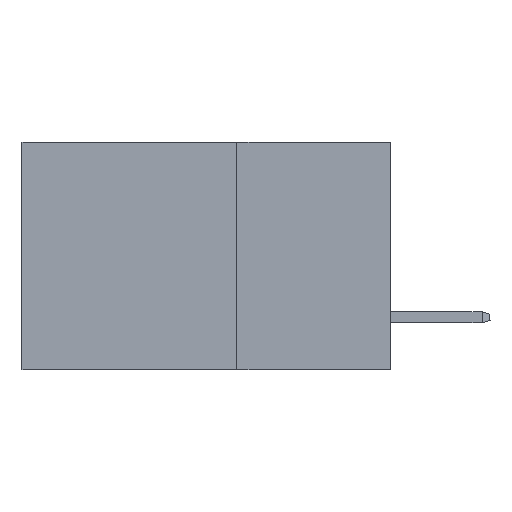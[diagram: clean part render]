
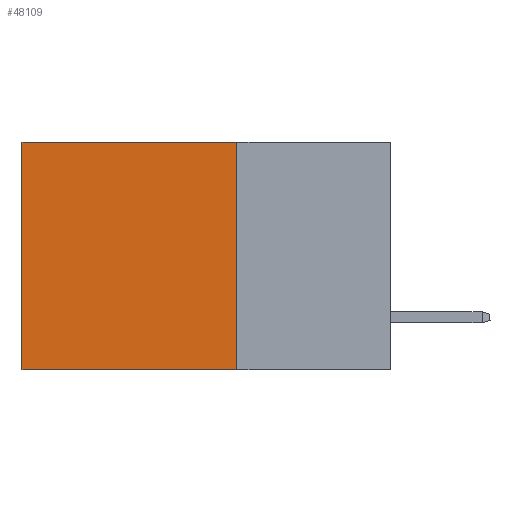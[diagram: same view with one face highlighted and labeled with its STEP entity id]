
A CAD part, left-side view. The second image highlights one B-rep face of the part: STEP entity #48109.
In plain terms, the highlighted planar face has unit normal (-1, 0, 0).
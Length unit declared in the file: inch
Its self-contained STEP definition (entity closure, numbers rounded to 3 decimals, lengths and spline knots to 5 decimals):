
#472 = CARTESIAN_POINT ( 'NONE',  ( 0.2875, 0.6, 0. ) ) ;
#1745 = VERTEX_POINT ( 'NONE', #47316 ) ;
#6194 = VECTOR ( 'NONE', #32215, 39.37008 ) ;
#6642 = ORIENTED_EDGE ( 'NONE', *, *, #23663, .F. ) ;
#6787 = CARTESIAN_POINT ( 'NONE',  ( 0.2875, 0.25, 0. ) ) ;
#7575 = VERTEX_POINT ( 'NONE', #472 ) ;
#10519 = VECTOR ( 'NONE', #24671, 39.37008 ) ;
#11054 = DIRECTION ( 'NONE',  ( 0., 1., 0. ) ) ;
#12334 = LINE ( 'NONE', #29075, #10519 ) ;
#13611 = CARTESIAN_POINT ( 'NONE',  ( 0.2875, 0.6, -0.37 ) ) ;
#13727 = LINE ( 'NONE', #6787, #30170 ) ;
#16408 = ORIENTED_EDGE ( 'NONE', *, *, #16970, .T. ) ;
#16437 = PLANE ( 'NONE',  #41981 ) ;
#16970 = EDGE_CURVE ( 'NONE', #1745, #7575, #27483, .T. ) ;
#18894 = VERTEX_POINT ( 'NONE', #13611 ) ;
#20942 = CARTESIAN_POINT ( 'NONE',  ( 0.2875, 0.25, -0.37 ) ) ;
#22990 = ORIENTED_EDGE ( 'NONE', *, *, #32612, .T. ) ;
#23663 = EDGE_CURVE ( 'NONE', #40343, #18894, #24013, .T. ) ;
#24013 = LINE ( 'NONE', #38159, #30691 ) ;
#24671 = DIRECTION ( 'NONE',  ( 0., 0., -1. ) ) ;
#26892 = EDGE_LOOP ( 'NONE', ( #22990, #6642, #30953, #16408 ) ) ;
#27483 = LINE ( 'NONE', #44419, #6194 ) ;
#28162 = DIRECTION ( 'NONE',  ( 0., 0., -1. ) ) ;
#29075 = CARTESIAN_POINT ( 'NONE',  ( 0.2875, 0.6, 0. ) ) ;
#30170 = VECTOR ( 'NONE', #41570, 39.37008 ) ;
#30691 = VECTOR ( 'NONE', #11054, 39.37008 ) ;
#30953 = ORIENTED_EDGE ( 'NONE', *, *, #41121, .F. ) ;
#32215 = DIRECTION ( 'NONE',  ( 0., 1., 0. ) ) ;
#32363 = CARTESIAN_POINT ( 'NONE',  ( 0.2875, 0.25, 0. ) ) ;
#32612 = EDGE_CURVE ( 'NONE', #7575, #18894, #12334, .T. ) ;
#38159 = CARTESIAN_POINT ( 'NONE',  ( 0.2875, 0.25, -0.37 ) ) ;
#40343 = VERTEX_POINT ( 'NONE', #20942 ) ;
#41121 = EDGE_CURVE ( 'NONE', #1745, #40343, #13727, .T. ) ;
#41570 = DIRECTION ( 'NONE',  ( 0., 0., -1. ) ) ;
#41981 = AXIS2_PLACEMENT_3D ( 'NONE', #32363, #47796, #28162 ) ;
#44419 = CARTESIAN_POINT ( 'NONE',  ( 0.2875, 0.25, 0. ) ) ;
#47316 = CARTESIAN_POINT ( 'NONE',  ( 0.2875, 0.25, 0. ) ) ;
#47555 = FACE_OUTER_BOUND ( 'NONE', #26892, .T. ) ;
#47796 = DIRECTION ( 'NONE',  ( 1., 0., 0. ) ) ;
#48109 = ADVANCED_FACE ( 'NONE', ( #47555 ), #16437, .F. ) ;
